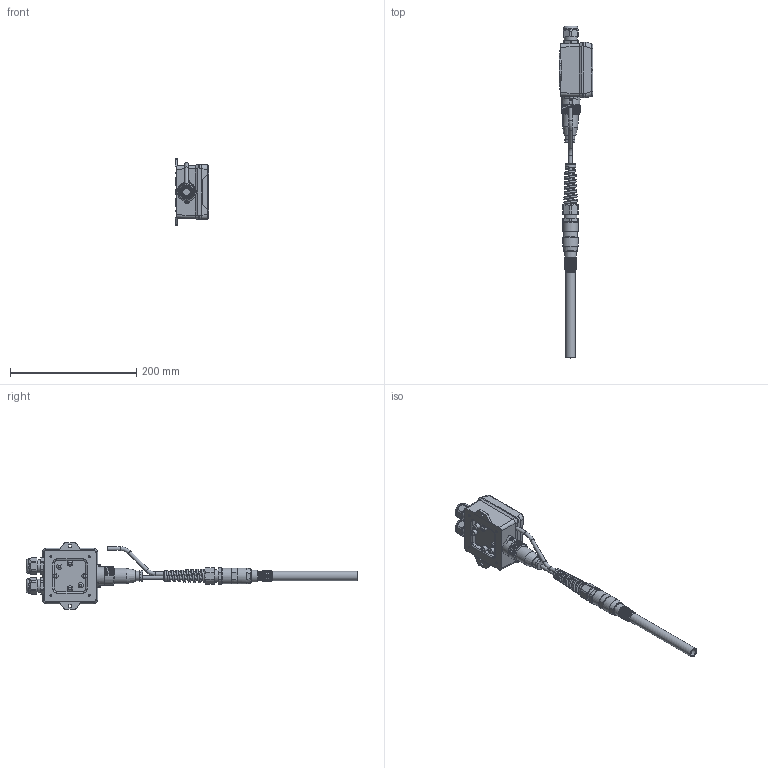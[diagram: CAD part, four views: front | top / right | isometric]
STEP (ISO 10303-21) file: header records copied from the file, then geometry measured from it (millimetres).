
FILE_DESCRIPTION( ( 'Unknown' ), '1' );
FILE_NAME( 'LE Mini Sensor 800.stp', 'Unknown', ( 'Unknown' ), ( 'Unknown' ), 'PSStep 10.0', 'Unknown', ' ' );
FILE_SCHEMA( ( 'AUTOMOTIVE_DESIGN { 1 0 10303 214 1 1 1 1 }' ) );
Length unit declared in the file: millimetre
Products named in the file (1): LE_MINI_SCHRUMPF
Bounding box: 53 x 526.84 x 106 mm (x, y, z)
Volume: 481596.2 mm3; surface area: 72588.9 mm2
Topology: 1 solids, 1 shells, 576 faces, 1564 edges, 1016 vertices
Faces by surface type: plane 231, cylinder 206, torus 69, bspline 36, cone 31, sphere 2, extrusion 1
Full cylindrical faces by diameter (mm): 6 x3, 7.6 x2, 8 x4, 11.6 x1, 15 x9, 16.5 x1, 16.63 x1, 18 x3, 19 x2, 20.6 x3, 23 x2, 24.4 x1, 24.5 x2, 25 x3
Entity records: 29236 total; most frequent: CARTESIAN_POINT 10872, ORIENTED_EDGE 2888, DIRECTION 2737, EDGE_CURVE 1444, AXIS2_PLACEMENT_3D 1075, VERTEX_POINT 984, EDGE_LOOP 714, FACE_OUTER_BOUND 652
